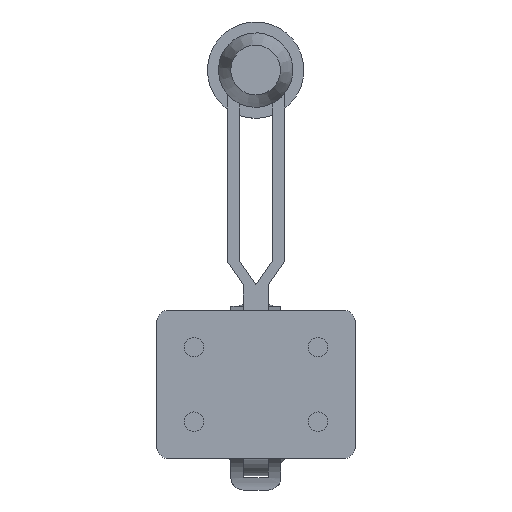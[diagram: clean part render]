
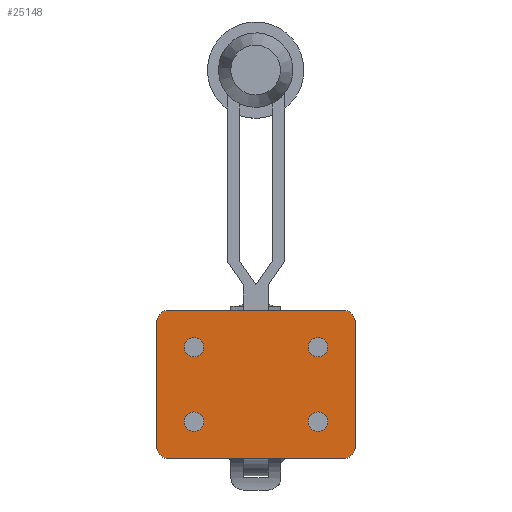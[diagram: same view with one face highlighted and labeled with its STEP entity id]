
A CAD part, front view. The second image highlights one B-rep face of the part: STEP entity #25148.
In plain terms, the highlighted face is planar.
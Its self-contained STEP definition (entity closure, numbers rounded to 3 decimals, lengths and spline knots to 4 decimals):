
#1887=FACE_BOUND('',#5110,.T.);
#1888=FACE_BOUND('',#5111,.T.);
#1889=FACE_BOUND('',#5112,.T.);
#1890=FACE_BOUND('',#5113,.T.);
#2218=CIRCLE('',#26337,0.125);
#2227=CIRCLE('',#26349,0.125);
#2228=CIRCLE('',#26352,0.125);
#2229=CIRCLE('',#26355,0.125);
#2232=CIRCLE('',#26361,0.098);
#2235=CIRCLE('',#26366,0.098);
#2238=CIRCLE('',#26371,0.098);
#2241=CIRCLE('',#26376,0.098);
#3648=FACE_OUTER_BOUND('',#5109,.T.);
#5109=EDGE_LOOP('',(#22121,#22122,#22123,#22124,#22125,#22126,#22127,#22128));
#5110=EDGE_LOOP('',(#22129));
#5111=EDGE_LOOP('',(#22130));
#5112=EDGE_LOOP('',(#22131));
#5113=EDGE_LOOP('',(#22132));
#6505=LINE('',#47324,#8619);
#6619=LINE('',#48319,#8733);
#6758=LINE('',#49219,#8872);
#6760=LINE('',#49228,#8874);
#8619=VECTOR('',#29758,0.3937);
#8733=VECTOR('',#29934,0.3937);
#8872=VECTOR('',#30105,0.3937);
#8874=VECTOR('',#30119,0.3937);
#10908=VERTEX_POINT('',#47318);
#10910=VERTEX_POINT('',#47322);
#11036=VERTEX_POINT('',#48313);
#11038=VERTEX_POINT('',#48317);
#11039=VERTEX_POINT('',#48322);
#11300=VERTEX_POINT('',#49213);
#11301=VERTEX_POINT('',#49217);
#11302=VERTEX_POINT('',#49224);
#11305=VERTEX_POINT('',#49236);
#11308=VERTEX_POINT('',#49246);
#11311=VERTEX_POINT('',#49256);
#11314=VERTEX_POINT('',#49266);
#14028=EDGE_CURVE('',#10910,#10908,#6505,.T.);
#14218=EDGE_CURVE('',#11038,#11036,#6619,.T.);
#14219=EDGE_CURVE('',#11036,#11039,#2218,.T.);
#14483=EDGE_CURVE('',#11300,#11038,#2227,.T.);
#14486=EDGE_CURVE('',#11301,#11300,#6758,.T.);
#14487=EDGE_CURVE('',#10908,#11301,#2228,.T.);
#14488=EDGE_CURVE('',#11302,#10910,#2229,.T.);
#14490=EDGE_CURVE('',#11039,#11302,#6760,.T.);
#14495=EDGE_CURVE('',#11305,#11305,#2232,.T.);
#14500=EDGE_CURVE('',#11308,#11308,#2235,.T.);
#14505=EDGE_CURVE('',#11311,#11311,#2238,.T.);
#14510=EDGE_CURVE('',#11314,#11314,#2241,.T.);
#22121=ORIENTED_EDGE('',*,*,#14219,.F.);
#22122=ORIENTED_EDGE('',*,*,#14218,.F.);
#22123=ORIENTED_EDGE('',*,*,#14483,.F.);
#22124=ORIENTED_EDGE('',*,*,#14486,.F.);
#22125=ORIENTED_EDGE('',*,*,#14487,.F.);
#22126=ORIENTED_EDGE('',*,*,#14028,.F.);
#22127=ORIENTED_EDGE('',*,*,#14488,.F.);
#22128=ORIENTED_EDGE('',*,*,#14490,.F.);
#22129=ORIENTED_EDGE('',*,*,#14505,.T.);
#22130=ORIENTED_EDGE('',*,*,#14495,.T.);
#22131=ORIENTED_EDGE('',*,*,#14500,.T.);
#22132=ORIENTED_EDGE('',*,*,#14510,.T.);
#22772=PLANE('',#26560);
#25148=ADVANCED_FACE('',(#3648,#1887,#1888,#1889,#1890),#22772,.F.);
#26337=AXIS2_PLACEMENT_3D('',#48323,#29939,#29940);
#26349=AXIS2_PLACEMENT_3D('',#49214,#30099,#30100);
#26352=AXIS2_PLACEMENT_3D('',#49221,#30108,#30109);
#26355=AXIS2_PLACEMENT_3D('',#49225,#30114,#30115);
#26361=AXIS2_PLACEMENT_3D('',#49238,#30130,#30131);
#26366=AXIS2_PLACEMENT_3D('',#49248,#30142,#30143);
#26371=AXIS2_PLACEMENT_3D('',#49258,#30154,#30155);
#26376=AXIS2_PLACEMENT_3D('',#49268,#30166,#30167);
#26560=AXIS2_PLACEMENT_3D('',#52601,#30994,#30995);
#29758=DIRECTION('',(0.,1.,0.));
#29934=DIRECTION('',(0.,-1.,0.));
#29939=DIRECTION('center_axis',(0.,0.,1.));
#29940=DIRECTION('ref_axis',(-0.707,-0.707,0.));
#30099=DIRECTION('center_axis',(0.,0.,1.));
#30100=DIRECTION('ref_axis',(-0.707,0.707,0.));
#30105=DIRECTION('',(-1.,0.,0.));
#30108=DIRECTION('center_axis',(0.,0.,1.));
#30109=DIRECTION('ref_axis',(0.707,0.707,0.));
#30114=DIRECTION('center_axis',(0.,0.,1.));
#30115=DIRECTION('ref_axis',(0.707,-0.707,0.));
#30119=DIRECTION('',(1.,0.,0.));
#30130=DIRECTION('center_axis',(0.,0.,1.));
#30131=DIRECTION('ref_axis',(1.,0.,0.));
#30142=DIRECTION('center_axis',(0.,0.,1.));
#30143=DIRECTION('ref_axis',(1.,0.,0.));
#30154=DIRECTION('center_axis',(0.,0.,1.));
#30155=DIRECTION('ref_axis',(1.,0.,0.));
#30166=DIRECTION('center_axis',(0.,0.,1.));
#30167=DIRECTION('ref_axis',(1.,0.,0.));
#30994=DIRECTION('center_axis',(0.,0.,1.));
#30995=DIRECTION('ref_axis',(1.,0.,0.));
#47318=CARTESIAN_POINT('',(0.75,0.875,-0.37));
#47322=CARTESIAN_POINT('',(0.75,-0.875,-0.37));
#47324=CARTESIAN_POINT('',(0.75,-1.,-0.37));
#48313=CARTESIAN_POINT('',(-0.75,-0.875,-0.37));
#48317=CARTESIAN_POINT('',(-0.75,0.875,-0.37));
#48319=CARTESIAN_POINT('',(-0.75,1.,-0.37));
#48322=CARTESIAN_POINT('',(-0.625,-1.,-0.37));
#48323=CARTESIAN_POINT('Origin',(-0.625,-0.875,-0.37));
#49213=CARTESIAN_POINT('',(-0.625,1.,-0.37));
#49214=CARTESIAN_POINT('Origin',(-0.625,0.875,-0.37));
#49217=CARTESIAN_POINT('',(0.625,1.,-0.37));
#49219=CARTESIAN_POINT('',(0.75,1.,-0.37));
#49221=CARTESIAN_POINT('Origin',(0.625,0.875,-0.37));
#49224=CARTESIAN_POINT('',(0.625,-1.,-0.37));
#49225=CARTESIAN_POINT('Origin',(0.625,-0.875,-0.37));
#49228=CARTESIAN_POINT('',(-0.75,-1.,-0.37));
#49236=CARTESIAN_POINT('',(0.277,-0.625,-0.37));
#49238=CARTESIAN_POINT('Origin',(0.375,-0.625,-0.37));
#49246=CARTESIAN_POINT('',(0.277,0.625,-0.37));
#49248=CARTESIAN_POINT('Origin',(0.375,0.625,-0.37));
#49256=CARTESIAN_POINT('',(-0.473,0.625,-0.37));
#49258=CARTESIAN_POINT('Origin',(-0.375,0.625,-0.37));
#49266=CARTESIAN_POINT('',(-0.473,-0.625,-0.37));
#49268=CARTESIAN_POINT('Origin',(-0.375,-0.625,-0.37));
#52601=CARTESIAN_POINT('Origin',(0.,0.,
-0.37));
